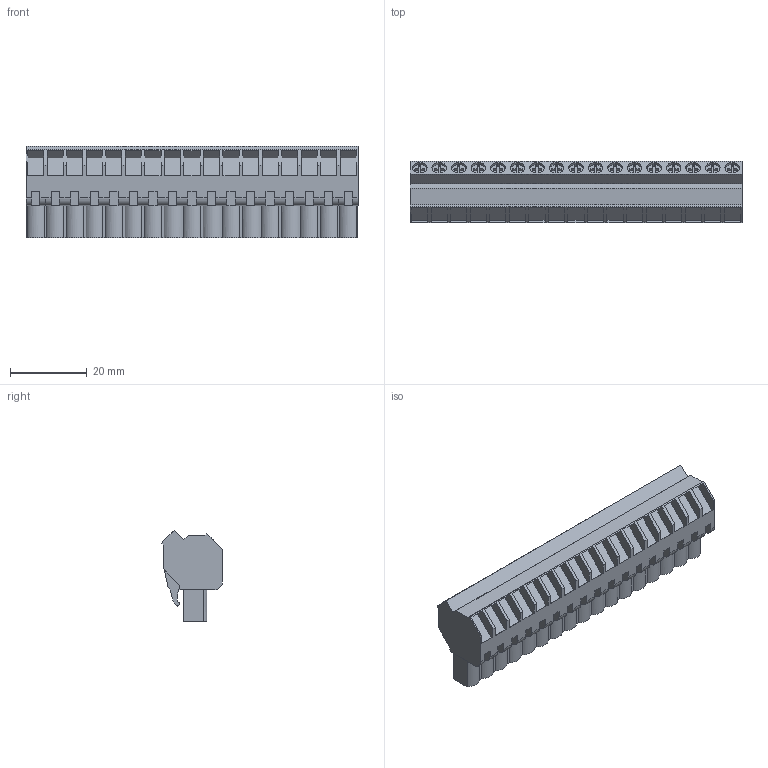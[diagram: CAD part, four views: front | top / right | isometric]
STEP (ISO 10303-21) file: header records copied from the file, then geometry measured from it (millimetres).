
FILE_DESCRIPTION(('CATIA V5 STEP Exchange','CAx-IF Rec.Pracs.--- Model Styling and Organization---1.2---2011-12-15'),'2;1');
FILE_NAME ('D1460069_0_1946400000_1946400000.stp','2017-09-23T15:17:51+00:00',('none'),('Weidmueller'),'CATIA Version 5-6 Release 2014','CATIA V5 STEP AP214','none');
FILE_SCHEMA(('AUTOMOTIVE_DESIGN { 1 0 10303 214 1 1 1 1 }'));
Length unit declared in the file: millimetre
Products named in the file (1): 1946400000
Bounding box: 86.36 x 15.88 x 23.77 mm (x, y, z)
Volume: 18512.7 mm3; surface area: 9905.6 mm2
Topology: 18 solids, 18 shells, 898 faces, 2601 edges, 1774 vertices
Faces by surface type: plane 717, cylinder 177, extrusion 4
Entity records: 27343 total; most frequent: ORIENTED_EDGE 5202, CARTESIAN_POINT 5182, DIRECTION 3562, EDGE_CURVE 2601, VECTOR 2177, LINE 2173, VERTEX_POINT 1774, EDGE_LOOP 933
